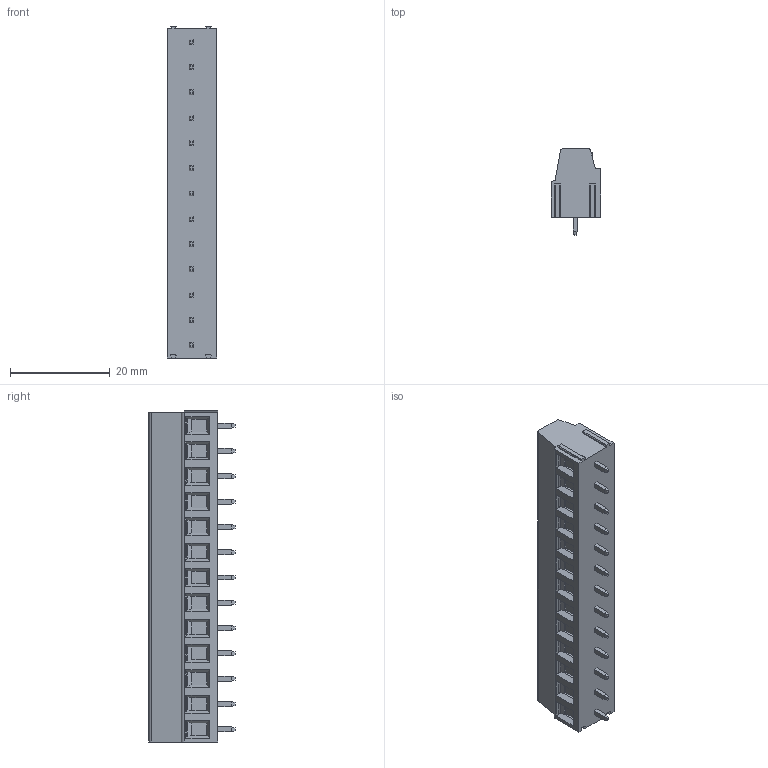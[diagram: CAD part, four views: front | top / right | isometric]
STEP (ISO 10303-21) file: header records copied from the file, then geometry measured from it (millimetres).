
FILE_DESCRIPTION((''),'2;1');
FILE_NAME('TL338V','2025-02-17T',('yanfa'),(''),'PRO/ENGINEER BY PARAMETRIC TECHNOLOGY CORPORATION, 2009280','PRO/ENGINEER BY PARAMETRIC TECHNOLOGY CORPORATION, 2009280','');
FILE_SCHEMA(('AUTOMOTIVE_DESIGN_CC2 { 1 2 10303 214 -1 1 5 2 }'));
Length unit declared in the file: millimetre
Products named in the file (1): TL338V
Bounding box: 10 x 17.3 x 66.64 mm (x, y, z)
Volume: 7610.4 mm3; surface area: 4072.5 mm2
Topology: 1 solids, 1 shells, 600 faces, 1495 edges, 949 vertices
Faces by surface type: plane 364, cylinder 145, cone 52, torus 26, sphere 13
Entity records: 17936 total; most frequent: CARTESIAN_POINT 3512, ORIENTED_EDGE 2990, DIRECTION 2959, EDGE_CURVE 1495, VECTOR 1049, LINE 1049, AXIS2_PLACEMENT_3D 955, VERTEX_POINT 949
